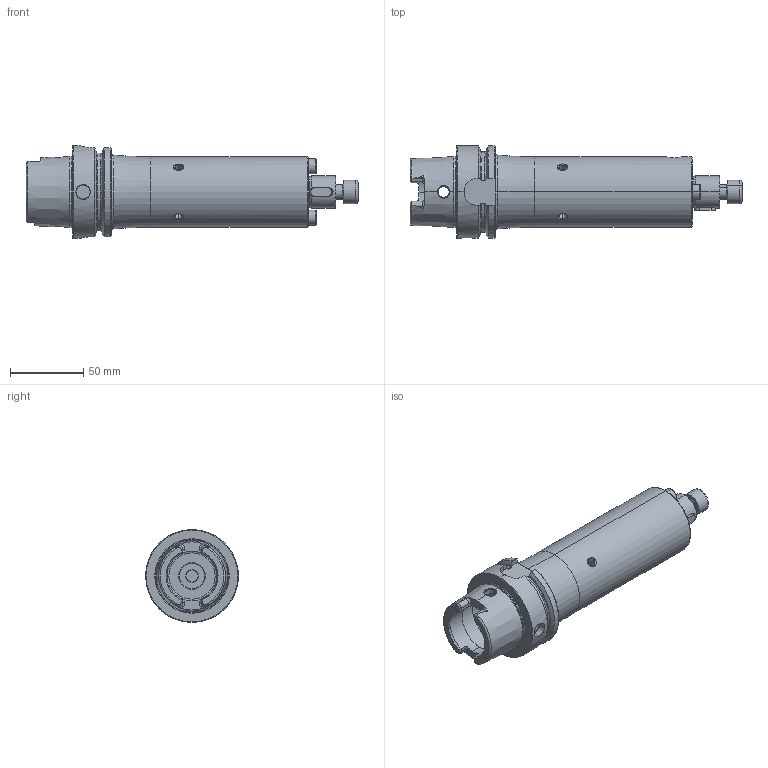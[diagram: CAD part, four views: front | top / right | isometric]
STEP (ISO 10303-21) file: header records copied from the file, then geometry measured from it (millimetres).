
FILE_DESCRIPTION (( 'STEP AP214' ), '1' );
FILE_NAME ('HA6.D22.K01.160.STEP', '2022-03-01T14:05:08', ( '' ), ( '' ), 'SwSTEP 2.0', 'SolidWorks 2017', '' );
FILE_SCHEMA (( 'AUTOMOTIVE_DESIGN' ));
Length unit declared in the file: millimetre
Products named in the file (5): D22-ER2.001.017_B; HA6.D22.K01.160; DIN 6885 - 6x6x14; HA6-D22.K01.160_D_Fertigbearbeitung; ISO 4762 - M10 x 25
Assembly tree (5 placements, depth 2):
  HA6.D22.K01.160
    HA6-D22.K01.160_D_Fertigbearbeitung
    ISO 4762 - M10 x 25
    D22-ER2.001.017_B  x2
    DIN 6885 - 6x6x14
Bounding box: 225.9 x 63 x 63 mm (x, y, z)
Volume: 325069 mm3; surface area: 54255.7 mm2
Topology: 5 solids, 5 shells, 395 faces, 973 edges, 586 vertices
Faces by surface type: cylinder 116, cone 103, plane 96, torus 66, bspline 12, sphere 2
Entity records: 13960 total; most frequent: CARTESIAN_POINT 4359, ORIENTED_EDGE 1700, DIRECTION 1664, EDGE_CURVE 850, AXIS2_PLACEMENT_3D 676, VERTEX_POINT 525, EDGE_LOOP 381, ADVANCED_FACE 350
